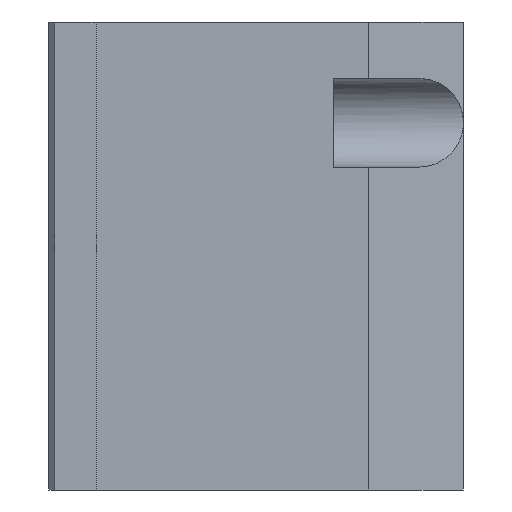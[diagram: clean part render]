
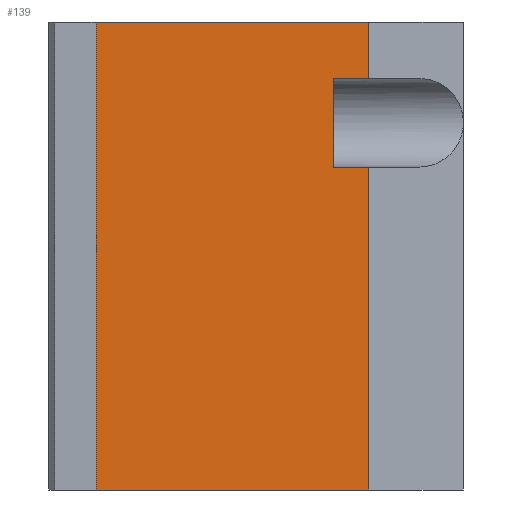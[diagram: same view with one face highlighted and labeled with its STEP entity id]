
A CAD part, left-side view. The second image highlights one B-rep face of the part: STEP entity #139.
In plain terms, the highlighted planar face has unit normal (-1, 0, 0).
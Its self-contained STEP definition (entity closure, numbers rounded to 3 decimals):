
#139 = ADVANCED_FACE( '', ( #297 ), #298, .F. );
#297 = FACE_OUTER_BOUND( '', #446, .T. );
#298 = PLANE( '', #447 );
#446 = EDGE_LOOP( '', ( #754, #755, #756, #757, #758, #759, #760, #761 ) );
#447 = AXIS2_PLACEMENT_3D( '', #762, #763, #764 );
#754 = ORIENTED_EDGE( '', *, *, #831, .F. );
#755 = ORIENTED_EDGE( '', *, *, #819, .F. );
#756 = ORIENTED_EDGE( '', *, *, #836, .F. );
#757 = ORIENTED_EDGE( '', *, *, #849, .T. );
#758 = ORIENTED_EDGE( '', *, *, #800, .T. );
#759 = ORIENTED_EDGE( '', *, *, #768, .F. );
#760 = ORIENTED_EDGE( '', *, *, #827, .F. );
#761 = ORIENTED_EDGE( '', *, *, #779, .T. );
#762 = CARTESIAN_POINT( '', ( -42.5, 62., 79. ) );
#763 = DIRECTION( '', ( 1., 0., 0. ) );
#764 = DIRECTION( '', ( 0., 0., -1. ) );
#768 = EDGE_CURVE( '', #888, #890, #891, .T. );
#779 = EDGE_CURVE( '', #904, #906, #908, .T. );
#800 = EDGE_CURVE( '', #944, #890, #945, .T. );
#819 = EDGE_CURVE( '', #975, #973, #977, .T. );
#827 = EDGE_CURVE( '', #904, #888, #989, .T. );
#831 = EDGE_CURVE( '', #973, #906, #994, .T. );
#836 = EDGE_CURVE( '', #1000, #975, #1002, .T. );
#849 = EDGE_CURVE( '', #1000, #944, #1022, .T. );
#888 = VERTEX_POINT( '', #1067 );
#890 = VERTEX_POINT( '', #1070 );
#891 = LINE( '', #1071, #1072 );
#904 = VERTEX_POINT( '', #1089 );
#906 = VERTEX_POINT( '', #1092 );
#908 = LINE( '', #1095, #1096 );
#944 = VERTEX_POINT( '', #1142 );
#945 = LINE( '', #1143, #1144 );
#973 = VERTEX_POINT( '', #1236 );
#975 = VERTEX_POINT( '', #1239 );
#977 = LINE( '', #1242, #1243 );
#989 = LINE( '', #1258, #1259 );
#994 = LINE( '', #1264, #1265 );
#1000 = VERTEX_POINT( '', #1273 );
#1002 = LINE( '', #1276, #1277 );
#1022 = LINE( '', #1300, #1301 );
#1067 = CARTESIAN_POINT( '', ( -42.5, 16., 54.5 ) );
#1070 = CARTESIAN_POINT( '', ( -42.5, 16., 0. ) );
#1071 = CARTESIAN_POINT( '', ( -42.5, 16., 79. ) );
#1072 = VECTOR( '', #1357, 1000. );
#1089 = CARTESIAN_POINT( '', ( -42.5, 22., 54.5 ) );
#1092 = CARTESIAN_POINT( '', ( -42.5, 22., 69.5 ) );
#1095 = CARTESIAN_POINT( '', ( -42.5, 22., 79. ) );
#1096 = VECTOR( '', #1370, 1000. );
#1142 = CARTESIAN_POINT( '', ( -42.5, 62., 0. ) );
#1143 = CARTESIAN_POINT( '', ( -42.5, 62., 0. ) );
#1144 = VECTOR( '', #1399, 1000. );
#1236 = CARTESIAN_POINT( '', ( -42.5, 16., 69.5 ) );
#1239 = CARTESIAN_POINT( '', ( -42.5, 16., 79. ) );
#1242 = CARTESIAN_POINT( '', ( -42.5, 16., 79. ) );
#1243 = VECTOR( '', #1425, 1000. );
#1258 = CARTESIAN_POINT( '', ( -42.5, 62., 54.5 ) );
#1259 = VECTOR( '', #1435, 1000. );
#1264 = CARTESIAN_POINT( '', ( -42.5, 62., 69.5 ) );
#1265 = VECTOR( '', #1439, 1000. );
#1273 = CARTESIAN_POINT( '', ( -42.5, 62., 79. ) );
#1276 = CARTESIAN_POINT( '', ( -42.5, 62., 79. ) );
#1277 = VECTOR( '', #1443, 1000. );
#1300 = CARTESIAN_POINT( '', ( -42.5, 62., 79. ) );
#1301 = VECTOR( '', #1462, 1000. );
#1357 = DIRECTION( '', ( 0., 0., -1. ) );
#1370 = DIRECTION( '', ( 0., 0., 1. ) );
#1399 = DIRECTION( '', ( 0., -1., 0. ) );
#1425 = DIRECTION( '', ( 0., 0., -1. ) );
#1435 = DIRECTION( '', ( 0., -1., 0. ) );
#1439 = DIRECTION( '', ( 0., 1., 0. ) );
#1443 = DIRECTION( '', ( 0., -1., 0. ) );
#1462 = DIRECTION( '', ( 0., 0., -1. ) );
